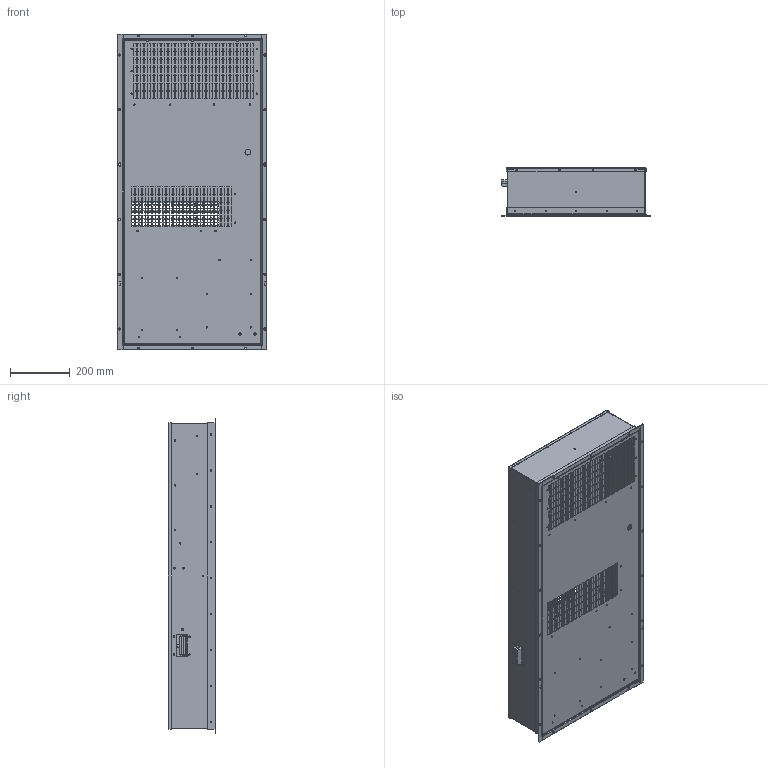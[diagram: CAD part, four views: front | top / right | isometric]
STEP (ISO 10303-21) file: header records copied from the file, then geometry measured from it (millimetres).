
FILE_DESCRIPTION((''),'2;1');
FILE_NAME('OC4109_COMPLETE_ASSEMBLY_ASM_1_ASM','2019-01-25T09:21:54',('briang'),(''),'CREO PARAMETRIC BY PTC INC, 2018260','CREO PARAMETRIC BY PTC INC, 2018260','');
FILE_SCHEMA(('CONFIG_CONTROL_DESIGN'));
Products named in the file (13): OC4107_CABINET_1; OC4108_SIDE_ELECT_CONN_1; 8_POLE_4000V_1; OC4108_ELECT_CONN_ASS_ASM_1_ASM; OC4109_COVER_1; OC4018A_ACCESS_PANEL_1; OC4109_HORIZONTAL_MOUNT_1; OC4109_LEFT_MOUNTING_1; OC4109_RIGHT_MOUNTING_1; OC4109_SK676_SIDE_ELEC_CONN_1; OC4109SK685_LEFT_MOUNT_1; OC4109SK685_RIGHT_MOUNT_1; OC4109_COMPLETE_ASSEMBLY_ASM_1_ASM
Assembly tree (14 placements, depth 3):
  OC4109_COMPLETE_ASSEMBLY_ASM_1_ASM
    OC4107_CABINET_1
    OC4108_ELECT_CONN_ASS_ASM_1_ASM
      OC4108_SIDE_ELECT_CONN_1
      8_POLE_4000V_1
    OC4109_COVER_1
    OC4018A_ACCESS_PANEL_1
    OC4109_HORIZONTAL_MOUNT_1  x2
    OC4109_LEFT_MOUNTING_1
    OC4109_RIGHT_MOUNTING_1
    OC4109_SK676_SIDE_ELEC_CONN_1
    8_POLE_4000V_1
    OC4109SK685_LEFT_MOUNT_1
    OC4109SK685_RIGHT_MOUNT_1
Bounding box: 498 x 160 x 1055 mm (x, y, z)
Volume: 2837357.7 mm3; surface area: 3145370.9 mm2
Topology: 13 solids, 13 shells, 3905 faces, 11293 edges, 7444 vertices
Faces by surface type: plane 3239, cylinder 551, cone 66, bspline 37, torus 12
Entity records: 128297 total; most frequent: CARTESIAN_POINT 23946, ORIENTED_EDGE 21968, DIRECTION 19638, EDGE_CURVE 10984, VECTOR 9738, LINE 9738, VERTEX_POINT 7242, EDGE_LOOP 5522
